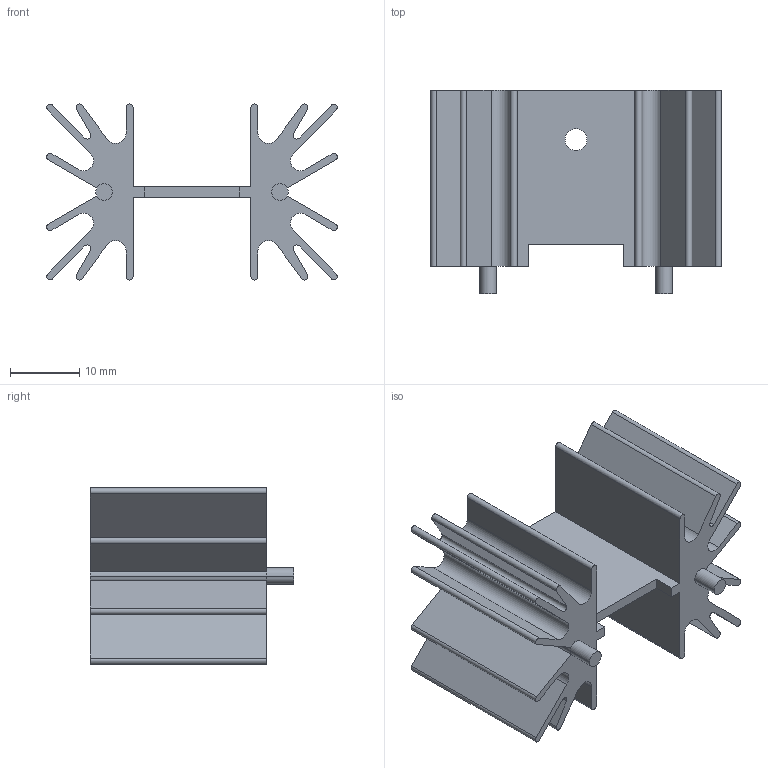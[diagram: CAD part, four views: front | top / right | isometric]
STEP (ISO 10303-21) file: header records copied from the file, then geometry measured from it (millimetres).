
FILE_DESCRIPTION (( 'STEP AP214' ), '1' );
FILE_NAME ('529702B02500G.STEP', '2023-11-06T11:38:55', ( '' ), ( '' ), 'SwSTEP 2.0', 'SolidWorks 2021', '' );
FILE_SCHEMA (( 'AUTOMOTIVE_DESIGN' ));
Length unit declared in the file: millimetre
Products named in the file (1): 529702B02500G
Bounding box: 41.91 x 29.36 x 25.4 mm (x, y, z)
Volume: 8143 mm3; surface area: 8569.3 mm2
Topology: 3 solids, 3 shells, 82 faces, 228 edges, 152 vertices
Faces by surface type: plane 44, cylinder 38
Entity records: 2704 total; most frequent: DIRECTION 470, CARTESIAN_POINT 463, ORIENTED_EDGE 456, EDGE_CURVE 228, AXIS2_PLACEMENT_3D 159, LINE 152, VECTOR 152, VERTEX_POINT 152
